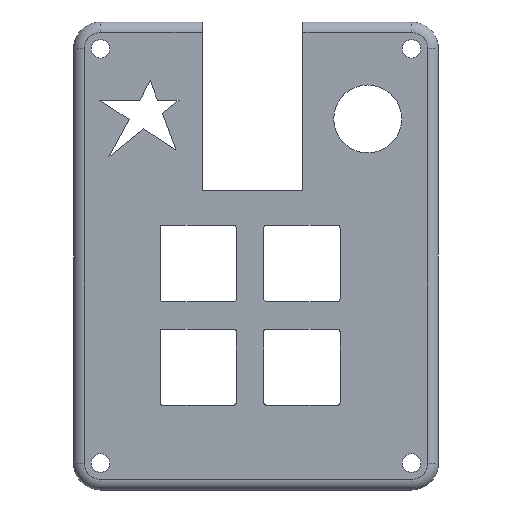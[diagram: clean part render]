
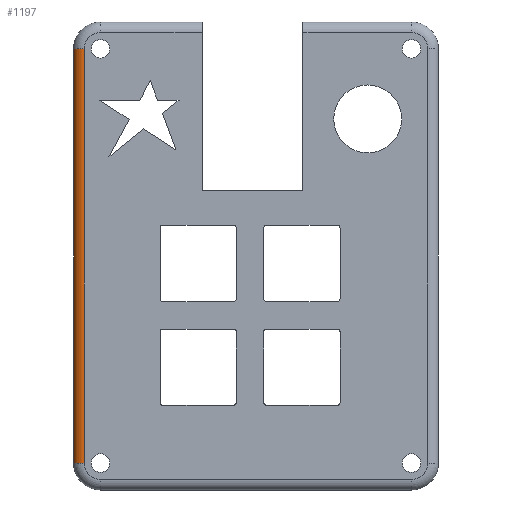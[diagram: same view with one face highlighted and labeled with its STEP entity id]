
A CAD part, top view. The second image highlights one B-rep face of the part: STEP entity #1197.
In plain terms, the highlighted cylindrical face has radius 2 mm (diameter 4 mm), a partial arc.
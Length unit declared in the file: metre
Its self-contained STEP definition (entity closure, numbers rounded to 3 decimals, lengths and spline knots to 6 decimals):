
#50=CIRCLE('',#1305,0.002);
#53=CIRCLE('',#1309,0.002);
#93=CYLINDRICAL_SURFACE('',#1308,0.002);
#238=ORIENTED_EDGE('',*,*,#549,.T.);
#239=ORIENTED_EDGE('',*,*,#550,.T.);
#240=ORIENTED_EDGE('',*,*,#546,.F.);
#241=ORIENTED_EDGE('',*,*,#551,.F.);
#546=EDGE_CURVE('',#686,#687,#50,.T.);
#549=EDGE_CURVE('',#688,#689,#53,.T.);
#550=EDGE_CURVE('',#689,#687,#802,.T.);
#551=EDGE_CURVE('',#688,#686,#803,.T.);
#686=VERTEX_POINT('',#1918);
#687=VERTEX_POINT('',#1919);
#688=VERTEX_POINT('',#1924);
#689=VERTEX_POINT('',#1925);
#802=LINE('',#1926,#914);
#803=LINE('',#1927,#915);
#914=VECTOR('',#1572,1.);
#915=VECTOR('',#1573,1.);
#994=EDGE_LOOP('',(#238,#239,#240,#241));
#1080=FACE_BOUND('',#994,.T.);
#1197=ADVANCED_FACE('Face appearance 1',(#1080),#93,.T.);
#1305=AXIS2_PLACEMENT_3D('',#1917,#1562,#1563);
#1308=AXIS2_PLACEMENT_3D('',#1922,#1568,#1569);
#1309=AXIS2_PLACEMENT_3D('',#1923,#1570,#1571);
#1562=DIRECTION('',(0.,1.,0.));
#1563=DIRECTION('',(0.,0.,1.));
#1568=DIRECTION('',(0.,1.,0.));
#1569=DIRECTION('',(0.,0.,1.));
#1570=DIRECTION('',(0.,1.,0.));
#1571=DIRECTION('',(0.,0.,1.));
#1572=DIRECTION('',(0.,1.,0.));
#1573=DIRECTION('',(0.,1.,0.));
#1917=CARTESIAN_POINT('',(-0.030453,0.048915,-0.0005));
#1918=CARTESIAN_POINT('',(-0.032389,0.048915,0.));
#1919=CARTESIAN_POINT('',(-0.030453,0.048915,0.0015));
#1922=CARTESIAN_POINT('',(-0.030453,0.010895,-0.0005));
#1923=CARTESIAN_POINT('',(-0.030453,-0.027125,-0.0005));
#1924=CARTESIAN_POINT('',(-0.032389,-0.027125,0.));
#1925=CARTESIAN_POINT('',(-0.030453,-0.027125,0.0015));
#1926=CARTESIAN_POINT('',(-0.030453,0.010895,0.0015));
#1927=CARTESIAN_POINT('',(-0.032389,-0.027125,0.));
